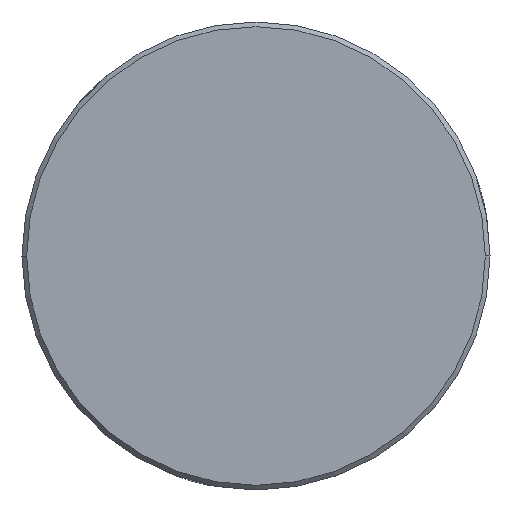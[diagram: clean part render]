
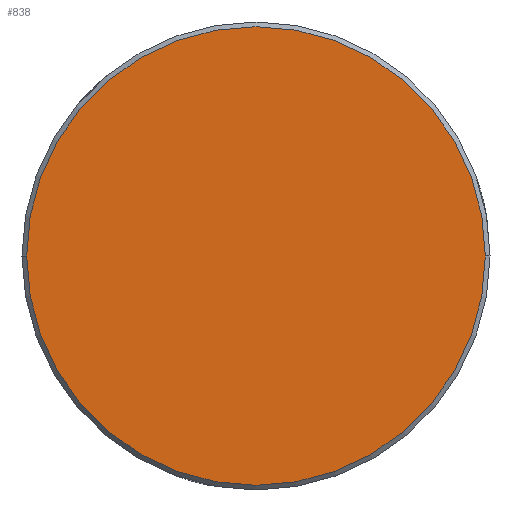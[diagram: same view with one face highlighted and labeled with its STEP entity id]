
A CAD part, left-side view. The second image highlights one B-rep face of the part: STEP entity #838.
In plain terms, the highlighted planar face has unit normal (-1, 0, 0).
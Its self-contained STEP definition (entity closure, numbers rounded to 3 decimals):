
#23 = EDGE_CURVE ( 'NONE', #511, #485, #113, .T. ) ;
#57 = DIRECTION ( 'NONE',  ( -1., 0., 0. ) ) ;
#67 = DIRECTION ( 'NONE',  ( -1., 0., 0. ) ) ;
#82 = AXIS2_PLACEMENT_3D ( 'NONE', #674, #67, #411 ) ;
#113 = CIRCLE ( 'NONE', #357, 14.7 ) ;
#142 = FACE_OUTER_BOUND ( 'NONE', #884, .T. ) ;
#181 = EDGE_CURVE ( 'NONE', #485, #511, #590, .T. ) ;
#285 = ORIENTED_EDGE ( 'NONE', *, *, #23, .T. ) ;
#316 = AXIS2_PLACEMENT_3D ( 'NONE', #727, #57, #542 ) ;
#357 = AXIS2_PLACEMENT_3D ( 'NONE', #780, #713, #641 ) ;
#411 = DIRECTION ( 'NONE',  ( 0., -1., 0. ) ) ;
#418 = ORIENTED_EDGE ( 'NONE', *, *, #181, .T. ) ;
#431 = CARTESIAN_POINT ( 'NONE',  ( -358.5, -14.7, 0. ) ) ;
#477 = PLANE ( 'NONE',  #316 ) ;
#485 = VERTEX_POINT ( 'NONE', #505 ) ;
#505 = CARTESIAN_POINT ( 'NONE',  ( -358.5, 14.7, 0. ) ) ;
#511 = VERTEX_POINT ( 'NONE', #431 ) ;
#542 = DIRECTION ( 'NONE',  ( 0., -1., 0. ) ) ;
#590 = CIRCLE ( 'NONE', #82, 14.7 ) ;
#641 = DIRECTION ( 'NONE',  ( 0., -1., 0. ) ) ;
#674 = CARTESIAN_POINT ( 'NONE',  ( -358.5, 0., 0. ) ) ;
#713 = DIRECTION ( 'NONE',  ( -1., 0., 0. ) ) ;
#727 = CARTESIAN_POINT ( 'NONE',  ( -358.5, 0., 0. ) ) ;
#780 = CARTESIAN_POINT ( 'NONE',  ( -358.5, 0., 0. ) ) ;
#838 = ADVANCED_FACE ( 'NONE', ( #142 ), #477, .T. ) ;
#884 = EDGE_LOOP ( 'NONE', ( #418, #285 ) ) ;
